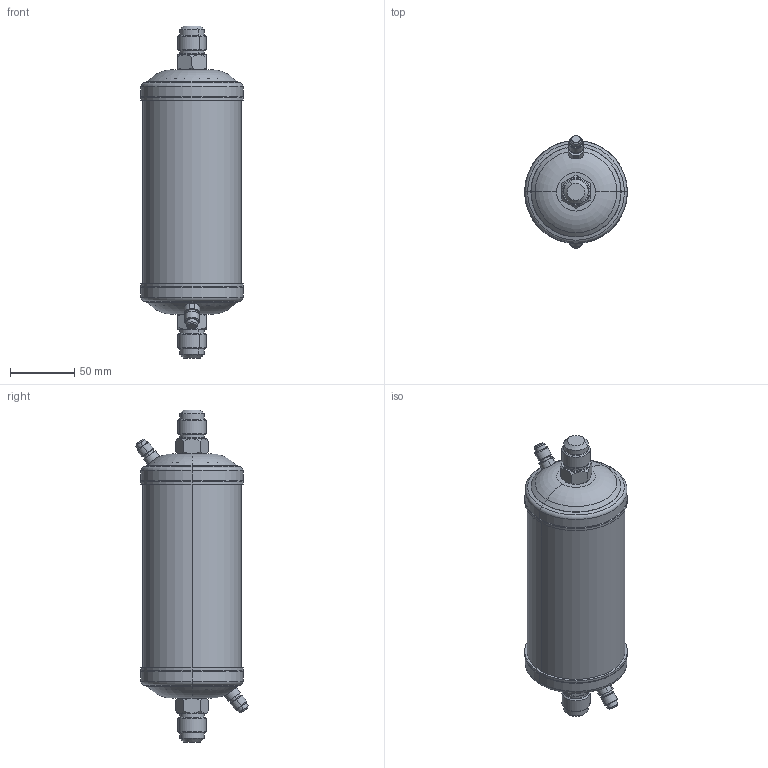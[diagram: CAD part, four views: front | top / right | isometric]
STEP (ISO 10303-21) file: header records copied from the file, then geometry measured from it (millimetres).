
FILE_DESCRIPTION (( 'STEP AP203' ), '1' );
FILE_NAME ('023Z1065R - DAS 305VV.STEP', '2023-06-09T10:27:49', ( '' ), ( '' ), 'SwSTEP 2.0', 'SolidWorks 2020', '' );
FILE_SCHEMA (( 'CONFIG_CONTROL_DESIGN' ));
Length unit declared in the file: millimetre
Products named in the file (1): 023Z1065R - DAS 305VV
Bounding box: 80 x 87.41 x 258 mm (x, y, z)
Volume: 867461.2 mm3; surface area: 58524 mm2
Topology: 1 solids, 1 shells, 156 faces, 332 edges, 196 vertices
Faces by surface type: cone 58, cylinder 44, plane 38, torus 16
Entity records: 4605 total; most frequent: CARTESIAN_POINT 1143, DIRECTION 764, ORIENTED_EDGE 664, EDGE_CURVE 332, AXIS2_PLACEMENT_3D 331, VERTEX_POINT 196, CIRCLE 174, EDGE_LOOP 174
